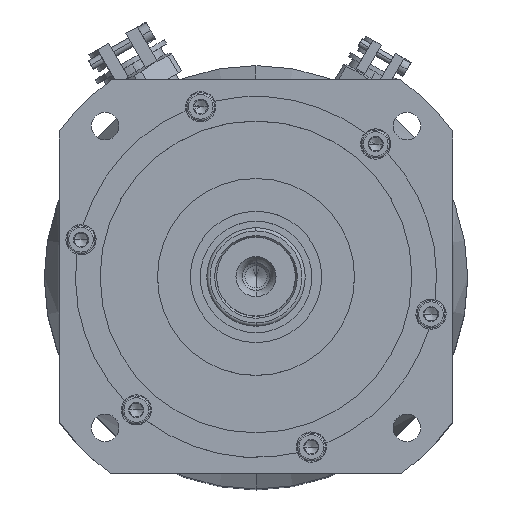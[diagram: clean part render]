
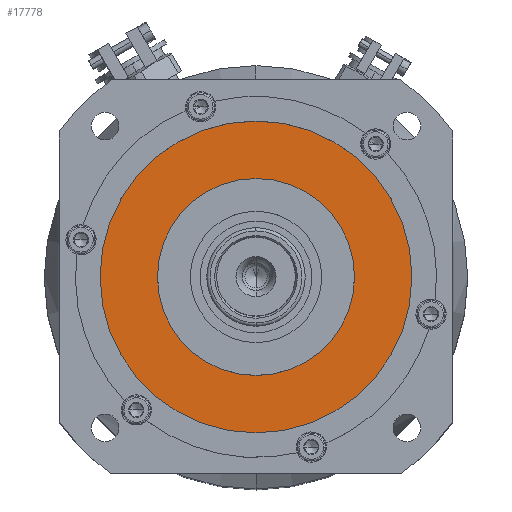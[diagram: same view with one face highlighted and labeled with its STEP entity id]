
A CAD part, top view. The second image highlights one B-rep face of the part: STEP entity #17778.
In plain terms, the highlighted planar face has unit normal (0, 0, 1).
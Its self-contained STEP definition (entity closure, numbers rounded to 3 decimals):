
#3573=CARTESIAN_POINT('',(0.,0.,205.7));
#3574=DIRECTION('',(0.,0.,1.));
#3575=DIRECTION('',(0.,-1.,0.));
#3576=AXIS2_PLACEMENT_3D('',#3573,#3574,#3575);
#3578=CARTESIAN_POINT('',(0.,0.,205.7));
#3579=DIRECTION('',(0.,0.,1.));
#3580=DIRECTION('',(0.,1.,0.));
#3581=AXIS2_PLACEMENT_3D('',#3578,#3579,#3580);
#3583=CARTESIAN_POINT('',(0.,0.,205.7));
#3584=DIRECTION('',(0.,0.,-1.));
#3585=DIRECTION('',(0.,-1.,0.));
#3586=AXIS2_PLACEMENT_3D('',#3583,#3584,#3585);
#3588=CARTESIAN_POINT('',(0.,0.,205.7));
#3589=DIRECTION('',(0.,0.,-1.));
#3590=DIRECTION('',(0.,1.,0.));
#3591=AXIS2_PLACEMENT_3D('',#3588,#3589,#3590);
#13751=CARTESIAN_POINT('',(0.,-47.5,205.7));
#13752=CARTESIAN_POINT('',(0.,47.5,205.7));
#13753=VERTEX_POINT('',#13751);
#13754=VERTEX_POINT('',#13752);
#13755=CARTESIAN_POINT('',(0.,-30.,205.7));
#13756=CARTESIAN_POINT('',(0.,30.,205.7));
#13757=VERTEX_POINT('',#13755);
#13758=VERTEX_POINT('',#13756);
#17763=CARTESIAN_POINT('',(0.,0.,205.7));
#17764=DIRECTION('',(0.,0.,1.));
#17765=DIRECTION('',(0.,-1.,0.));
#17766=AXIS2_PLACEMENT_3D('',#17763,#17764,#17765);
#17767=PLANE('',#17766);
#17768=ORIENTED_EDGE('',*,*,#17756,.F.);
#17769=ORIENTED_EDGE('',*,*,#17742,.F.);
#17770=EDGE_LOOP('',(#17768,#17769));
#17771=FACE_OUTER_BOUND('',#17770,.F.);
#17773=ORIENTED_EDGE('',*,*,#17772,.F.);
#17775=ORIENTED_EDGE('',*,*,#17774,.F.);
#17776=EDGE_LOOP('',(#17773,#17775));
#17777=FACE_BOUND('',#17776,.F.);
#17778=ADVANCED_FACE('',(#17771,#17777),#17767,.T.);
#3577=CIRCLE('',#3576,47.5);
#3582=CIRCLE('',#3581,47.5);
#3587=CIRCLE('',#3586,30.);
#3592=CIRCLE('',#3591,30.);
#17742=EDGE_CURVE('',#13754,#13753,#3582,.T.);
#17756=EDGE_CURVE('',#13753,#13754,#3577,.T.);
#17772=EDGE_CURVE('',#13757,#13758,#3587,.T.);
#17774=EDGE_CURVE('',#13758,#13757,#3592,.T.);
